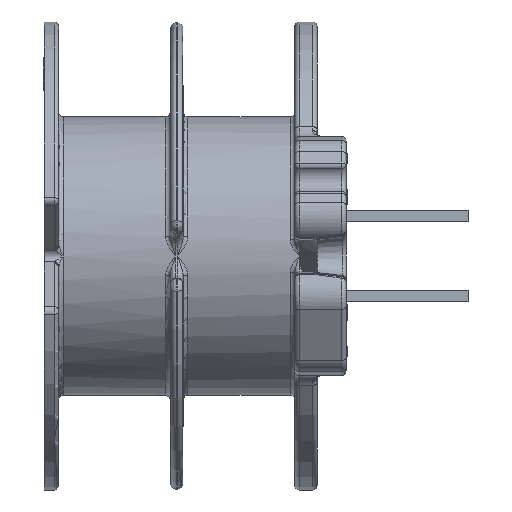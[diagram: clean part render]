
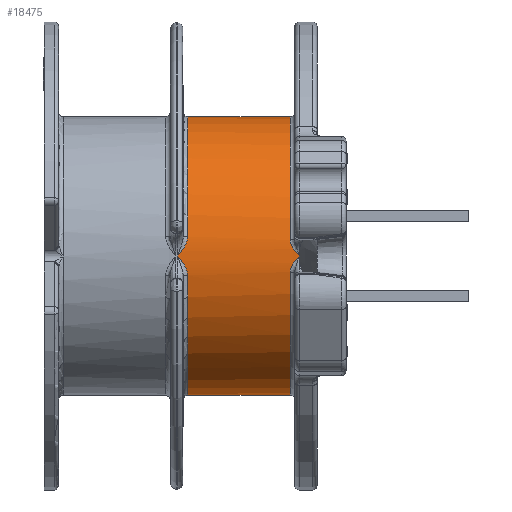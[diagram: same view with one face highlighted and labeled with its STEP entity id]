
A CAD part, left-side view. The second image highlights one B-rep face of the part: STEP entity #18475.
In plain terms, the highlighted cylindrical face has radius 6.25 mm (diameter 12.5 mm), a partial arc.
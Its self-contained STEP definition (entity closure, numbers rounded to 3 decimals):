
#764=CARTESIAN_POINT('',(-6.189,5.806,0.873));
#765=CARTESIAN_POINT('',(-6.194,5.806,0.835));
#766=CARTESIAN_POINT('',(-6.205,5.813,0.754));
#767=CARTESIAN_POINT('',(-6.22,5.849,0.62));
#768=CARTESIAN_POINT('',(-6.232,5.911,0.476));
#769=CARTESIAN_POINT('',(-6.242,6.001,0.325));
#770=CARTESIAN_POINT('',(-6.248,6.116,0.168));
#771=CARTESIAN_POINT('',(-6.25,6.206,0.058));
#772=CARTESIAN_POINT('',(-6.25,6.253,
0.));
#784=CARTESIAN_POINT('',(0.,5.806,0.));
#785=DIRECTION('',(0.,-1.,0.));
#786=DIRECTION('',(0.,0.,1.));
#787=AXIS2_PLACEMENT_3D('',#784,#785,#786);
#1099=CARTESIAN_POINT('',(0.,5.806,0.));
#1100=DIRECTION('',(0.,-1.,0.));
#1101=DIRECTION('',(-0.99,0.,-0.14));
#1102=AXIS2_PLACEMENT_3D('',#1099,#1100,#1101);
#1114=CARTESIAN_POINT('',(-6.189,5.806,
-0.873));
#1115=CARTESIAN_POINT('',(-6.194,5.806,
-0.835));
#1116=CARTESIAN_POINT('',(-6.205,5.813,
-0.754));
#1117=CARTESIAN_POINT('',(-6.22,5.849,
-0.62));
#1118=CARTESIAN_POINT('',(-6.232,5.911,
-0.476));
#1119=CARTESIAN_POINT('',(-6.242,6.001,
-0.325));
#1120=CARTESIAN_POINT('',(-6.248,6.116,
-0.168));
#1121=CARTESIAN_POINT('',(-6.25,6.206,
-0.058));
#1122=CARTESIAN_POINT('',(-6.25,6.253,
0.));
#1124=CARTESIAN_POINT('',(-6.208,1.2,
0.719));
#1125=CARTESIAN_POINT('',(-6.212,1.2,
0.687));
#1126=CARTESIAN_POINT('',(-6.22,1.194,
0.619));
#1127=CARTESIAN_POINT('',(-6.23,1.163,
0.506));
#1128=CARTESIAN_POINT('',(-6.238,1.107,
0.386));
#1129=CARTESIAN_POINT('',(-6.245,1.026,
0.262));
#1130=CARTESIAN_POINT('',(-6.249,0.923,
0.135));
#1131=CARTESIAN_POINT('',(-6.25,0.842,
0.046));
#1132=CARTESIAN_POINT('',(-6.25,0.8,
0.));
#1134=DIRECTION('',(0.,1.,0.));
#1135=VECTOR('',#1134,4.606);
#1136=CARTESIAN_POINT('',(0.,1.2,-6.25));
#1137=LINE('',#1136,#1135);
#1148=DIRECTION('',(0.,1.,0.));
#1149=VECTOR('',#1148,4.606);
#1150=CARTESIAN_POINT('',(0.,1.2,6.25));
#1151=LINE('',#1150,#1149);
#1167=CARTESIAN_POINT('',(0.,1.2,0.));
#1168=DIRECTION('',(0.,1.,0.));
#1169=DIRECTION('',(0.,0.,-1.));
#1170=AXIS2_PLACEMENT_3D('',#1167,#1168,#1169);
#2741=CARTESIAN_POINT('',(-6.208,1.2,
-0.719));
#2742=CARTESIAN_POINT('',(-6.212,1.2,
-0.687));
#2743=CARTESIAN_POINT('',(-6.22,1.194,
-0.619));
#2744=CARTESIAN_POINT('',(-6.23,1.163,
-0.506));
#2745=CARTESIAN_POINT('',(-6.238,1.107,
-0.386));
#2746=CARTESIAN_POINT('',(-6.245,1.026,
-0.262));
#2747=CARTESIAN_POINT('',(-6.249,0.923,
-0.135));
#2748=CARTESIAN_POINT('',(-6.25,0.842,
-0.046));
#2749=CARTESIAN_POINT('',(-6.25,0.8,
0.));
#2755=CARTESIAN_POINT('',(-6.25,0.8,
0.));
#2973=CARTESIAN_POINT('',(0.,1.2,0.));
#2974=DIRECTION('',(0.,1.,0.));
#2975=DIRECTION('',(-0.993,0.,0.115));
#2976=AXIS2_PLACEMENT_3D('',#2973,#2974,#2975);
#13743=VERTEX_POINT('',#2755);
#14194=CARTESIAN_POINT('',(0.,5.806,-6.25));
#14196=VERTEX_POINT('',#14194);
#14198=CARTESIAN_POINT('',(0.,1.2,-6.25));
#14199=VERTEX_POINT('',#14198);
#14201=CARTESIAN_POINT('',(0.,1.2,6.25));
#14202=VERTEX_POINT('',#14201);
#14203=CARTESIAN_POINT('',(0.,5.806,6.25));
#14204=VERTEX_POINT('',#14203);
#14220=VERTEX_POINT('',#1114);
#14221=VERTEX_POINT('',#1122);
#14222=VERTEX_POINT('',#764);
#14223=CARTESIAN_POINT('',(-6.208,1.2,0.719));
#14224=VERTEX_POINT('',#14223);
#14225=VERTEX_POINT('',#2741);
#18452=CARTESIAN_POINT('',(0.,-0.613,0.));
#18453=DIRECTION('',(0.,1.,0.));
#18454=DIRECTION('',(0.,0.,-1.));
#18455=AXIS2_PLACEMENT_3D('',#18452,#18453,#18454);
#18456=CYLINDRICAL_SURFACE('',#18455,6.25);
#18457=ORIENTED_EDGE('',*,*,#18444,.T.);
#18458=ORIENTED_EDGE('',*,*,#17438,.F.);
#18459=ORIENTED_EDGE('',*,*,#17454,.F.);
#18461=ORIENTED_EDGE('',*,*,#18460,.F.);
#18463=ORIENTED_EDGE('',*,*,#18462,.F.);
#18465=ORIENTED_EDGE('',*,*,#18464,.T.);
#18467=ORIENTED_EDGE('',*,*,#18466,.F.);
#18469=ORIENTED_EDGE('',*,*,#18468,.F.);
#18471=ORIENTED_EDGE('',*,*,#18470,.T.);
#18472=ORIENTED_EDGE('',*,*,#18330,.F.);
#18473=EDGE_LOOP('',(#18457,#18458,#18459,#18461,#18463,#18465,#18467,#18469,
#18471,#18472));
#18474=FACE_OUTER_BOUND('',#18473,.F.);
#773=B_SPLINE_CURVE_WITH_KNOTS('',3,(#764,#765,#766,#767,#768,#769,#770,#771,
#772),.UNSPECIFIED.,.F.,.F.,(4,1,1,1,1,1,4),(0.,0.167,
0.333,0.5,0.667,0.833,1.),
.UNSPECIFIED.);
#788=CIRCLE('',#787,6.25);
#1103=CIRCLE('',#1102,6.25);
#1123=B_SPLINE_CURVE_WITH_KNOTS('',3,(#1114,#1115,#1116,#1117,#1118,#1119,#1120,
#1121,#1122),.UNSPECIFIED.,.F.,.F.,(4,1,1,1,1,1,4),(0.,0.167,
0.333,0.5,0.667,0.833,1.),
.UNSPECIFIED.);
#1133=B_SPLINE_CURVE_WITH_KNOTS('',3,(#1124,#1125,#1126,#1127,#1128,#1129,#1130,
#1131,#1132),.UNSPECIFIED.,.F.,.F.,(4,1,1,1,1,1,4),(0.,0.167,
0.333,0.5,0.667,0.833,1.),
.UNSPECIFIED.);
#1171=CIRCLE('',#1170,6.25);
#2750=B_SPLINE_CURVE_WITH_KNOTS('',3,(#2741,#2742,#2743,#2744,#2745,#2746,#2747,
#2748,#2749),.UNSPECIFIED.,.F.,.F.,(4,1,1,1,1,1,4),(0.,0.167,
0.333,0.5,0.667,0.833,1.),
.UNSPECIFIED.);
#2977=CIRCLE('',#2976,6.25);
#17438=EDGE_CURVE('',#14222,#14221,#773,.T.);
#17454=EDGE_CURVE('',#14204,#14222,#788,.T.);
#18330=EDGE_CURVE('',#14220,#14196,#1103,.T.);
#18444=EDGE_CURVE('',#14220,#14221,#1123,.T.);
#18460=EDGE_CURVE('',#14202,#14204,#1151,.T.);
#18462=EDGE_CURVE('',#14224,#14202,#2977,.T.);
#18464=EDGE_CURVE('',#14224,#13743,#1133,.T.);
#18466=EDGE_CURVE('',#14225,#13743,#2750,.T.);
#18468=EDGE_CURVE('',#14199,#14225,#1171,.T.);
#18470=EDGE_CURVE('',#14199,#14196,#1137,.T.);
#18475=ADVANCED_FACE('',(#18474),#18456,.T.);
